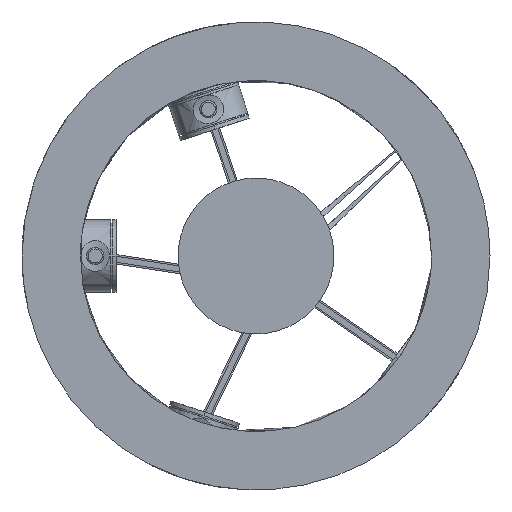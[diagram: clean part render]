
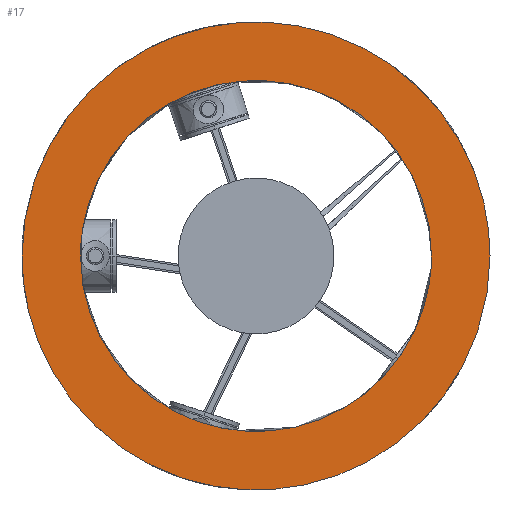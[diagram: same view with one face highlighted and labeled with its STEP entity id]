
A CAD part, front view. The second image highlights one B-rep face of the part: STEP entity #17.
In plain terms, the highlighted free-form (B-spline) face has degree [1, 1] with [2, 2] control points.
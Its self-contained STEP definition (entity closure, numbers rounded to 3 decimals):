
#17 = ADVANCED_FACE('',(#18,#40),#62,.F.);
#18 = FACE_BOUND('',#19,.F.);
#19 = EDGE_LOOP('',(#20,#32));
#20 = ORIENTED_EDGE('',*,*,#21,.T.);
#21 = EDGE_CURVE('',#22,#24,#26,.T.);
#22 = VERTEX_POINT('',#23);
#23 = CARTESIAN_POINT('',(7451.019,-1862.755,
    0.));
#24 = VERTEX_POINT('',#25);
#25 = CARTESIAN_POINT('',(-7451.019,-1862.755,
    0.));
#26 = ( BOUNDED_CURVE() B_SPLINE_CURVE(2,(#27,#28,#29,#30,#31),
.UNSPECIFIED.,.F.,.F.) B_SPLINE_CURVE_WITH_KNOTS((3,2,3),(0.,
1.571,3.142),.PIECEWISE_BEZIER_KNOTS.) CURVE() 
GEOMETRIC_REPRESENTATION_ITEM() RATIONAL_B_SPLINE_CURVE((1.,
0.707,1.,0.707,1.)) REPRESENTATION_ITEM('') );
#27 = CARTESIAN_POINT('',(7451.019,-1862.755,0.));
#28 = CARTESIAN_POINT('',(7451.019,-1862.755,
    -7451.019));
#29 = CARTESIAN_POINT('',(0.,-1862.755,
    -7451.019));
#30 = CARTESIAN_POINT('',(-7451.019,-1862.755,
    -7451.019));
#31 = CARTESIAN_POINT('',(-7451.019,-1862.755,
    0.));
#32 = ORIENTED_EDGE('',*,*,#33,.T.);
#33 = EDGE_CURVE('',#24,#22,#34,.T.);
#34 = ( BOUNDED_CURVE() B_SPLINE_CURVE(2,(#35,#36,#37,#38,#39),
.UNSPECIFIED.,.F.,.F.) B_SPLINE_CURVE_WITH_KNOTS((3,2,3),(0.,
1.571,3.142),.PIECEWISE_BEZIER_KNOTS.) CURVE() 
GEOMETRIC_REPRESENTATION_ITEM() RATIONAL_B_SPLINE_CURVE((1.,
0.707,1.,0.707,1.)) REPRESENTATION_ITEM('') );
#35 = CARTESIAN_POINT('',(-7451.019,-1862.755,0.));
#36 = CARTESIAN_POINT('',(-7451.019,-1862.755,
    7451.019));
#37 = CARTESIAN_POINT('',(0.,-1862.755,
    7451.019));
#38 = CARTESIAN_POINT('',(7451.019,-1862.755,
    7451.019));
#39 = CARTESIAN_POINT('',(7451.019,-1862.755,
    0.));
#40 = FACE_BOUND('',#41,.F.);
#41 = EDGE_LOOP('',(#42,#54));
#42 = ORIENTED_EDGE('',*,*,#43,.T.);
#43 = EDGE_CURVE('',#44,#46,#48,.T.);
#44 = VERTEX_POINT('',#45);
#45 = CARTESIAN_POINT('',(5588.264,-1862.755,
    0.));
#46 = VERTEX_POINT('',#47);
#47 = CARTESIAN_POINT('',(-5588.264,-1862.755,0.));
#48 = ( BOUNDED_CURVE() B_SPLINE_CURVE(2,(#49,#50,#51,#52,#53),
.UNSPECIFIED.,.F.,.F.) B_SPLINE_CURVE_WITH_KNOTS((3,2,3),(0.,
1.571,3.142),.PIECEWISE_BEZIER_KNOTS.) CURVE() 
GEOMETRIC_REPRESENTATION_ITEM() RATIONAL_B_SPLINE_CURVE((1.,
0.707,1.,0.707,1.)) REPRESENTATION_ITEM('') );
#49 = CARTESIAN_POINT('',(5588.264,-1862.755,0.));
#50 = CARTESIAN_POINT('',(5588.264,-1862.755,
    5588.264));
#51 = CARTESIAN_POINT('',(0.,-1862.755,
    5588.264));
#52 = CARTESIAN_POINT('',(-5588.264,-1862.755,
    5588.264));
#53 = CARTESIAN_POINT('',(-5588.264,-1862.755,
    0.));
#54 = ORIENTED_EDGE('',*,*,#55,.T.);
#55 = EDGE_CURVE('',#46,#44,#56,.T.);
#56 = ( BOUNDED_CURVE() B_SPLINE_CURVE(2,(#57,#58,#59,#60,#61),
.UNSPECIFIED.,.F.,.F.) B_SPLINE_CURVE_WITH_KNOTS((3,2,3),(0.,
1.571,3.142),.PIECEWISE_BEZIER_KNOTS.) CURVE() 
GEOMETRIC_REPRESENTATION_ITEM() RATIONAL_B_SPLINE_CURVE((1.,
0.707,1.,0.707,1.)) REPRESENTATION_ITEM('') );
#57 = CARTESIAN_POINT('',(-5588.264,-1862.755,0.));
#58 = CARTESIAN_POINT('',(-5588.264,-1862.755,
    -5588.264));
#59 = CARTESIAN_POINT('',(0.,-1862.755,
    -5588.264));
#60 = CARTESIAN_POINT('',(5588.264,-1862.755,
    -5588.264));
#61 = CARTESIAN_POINT('',(5588.264,-1862.755,
    0.));
#62 = B_SPLINE_SURFACE_WITH_KNOTS('',1,1,(
    (#63,#64)
    ,(#65,#66
    )),.UNSPECIFIED.,.F.,.F.,.F.,(2,2),(2,2),(-7620.,7620.),(
    -7620.,7620.),.PIECEWISE_BEZIER_KNOTS.);
#63 = CARTESIAN_POINT('',(-7451.019,-1862.755,
    7451.019));
#64 = CARTESIAN_POINT('',(-7451.019,-1862.755,
    -7451.019));
#65 = CARTESIAN_POINT('',(7451.019,-1862.755,
    7451.019));
#66 = CARTESIAN_POINT('',(7451.019,-1862.755,
    -7451.019));
